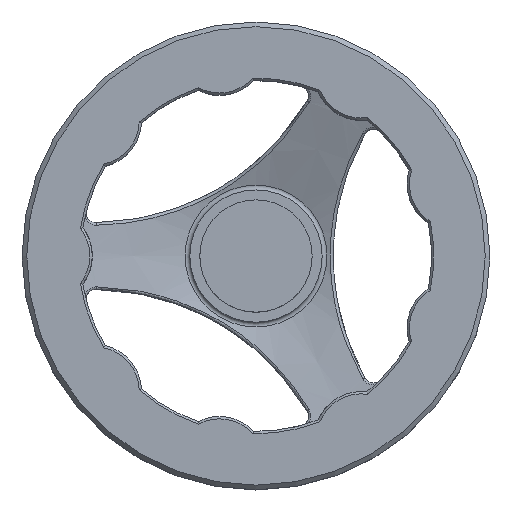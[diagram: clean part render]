
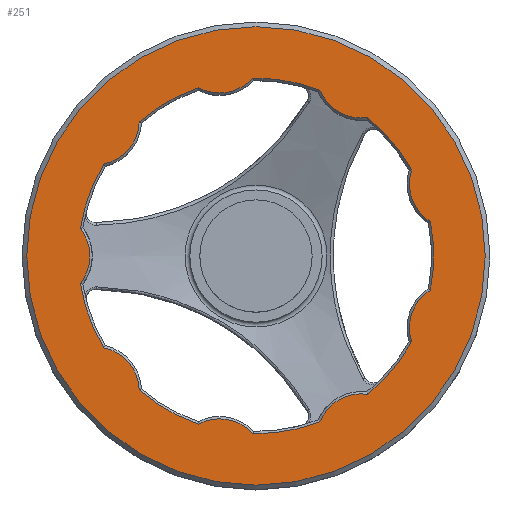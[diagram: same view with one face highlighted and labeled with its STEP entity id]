
A CAD part, top view. The second image highlights one B-rep face of the part: STEP entity #251.
In plain terms, the highlighted planar face has unit normal (0, 0, 1).
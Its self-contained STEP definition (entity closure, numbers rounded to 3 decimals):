
#251 = ADVANCED_FACE( '', ( #490, #491 ), #492, .F. );
#490 = FACE_BOUND( '', #1874, .T. );
#491 = FACE_OUTER_BOUND( '', #1875, .T. );
#492 = PLANE( '', #1876 );
#1874 = EDGE_LOOP( '', ( #2879, #2880, #2881, #2882, #2883, #2884, #2885, #2886, #2887, #2888, #2889, #2890, #2891, #2892, #2893, #2894, #2895, #2896 ) );
#1875 = EDGE_LOOP( '', ( #2897 ) );
#1876 = AXIS2_PLACEMENT_3D( '', #2898, #2899, #2900 );
#2879 = ORIENTED_EDGE( '', *, *, #3493, .T. );
#2880 = ORIENTED_EDGE( '', *, *, #3488, .T. );
#2881 = ORIENTED_EDGE( '', *, *, #3495, .T. );
#2882 = ORIENTED_EDGE( '', *, *, #3501, .T. );
#2883 = ORIENTED_EDGE( '', *, *, #3507, .T. );
#2884 = ORIENTED_EDGE( '', *, *, #3513, .T. );
#2885 = ORIENTED_EDGE( '', *, *, #3519, .T. );
#2886 = ORIENTED_EDGE( '', *, *, #3525, .T. );
#2887 = ORIENTED_EDGE( '', *, *, #3531, .T. );
#2888 = ORIENTED_EDGE( '', *, *, #3537, .T. );
#2889 = ORIENTED_EDGE( '', *, *, #3539, .T. );
#2890 = ORIENTED_EDGE( '', *, *, #3535, .T. );
#2891 = ORIENTED_EDGE( '', *, *, #3529, .T. );
#2892 = ORIENTED_EDGE( '', *, *, #3523, .T. );
#2893 = ORIENTED_EDGE( '', *, *, #3517, .T. );
#2894 = ORIENTED_EDGE( '', *, *, #3511, .T. );
#2895 = ORIENTED_EDGE( '', *, *, #3505, .T. );
#2896 = ORIENTED_EDGE( '', *, *, #3499, .T. );
#2897 = ORIENTED_EDGE( '', *, *, #3542, .T. );
#2898 = CARTESIAN_POINT( '', ( 0., 50., 34. ) );
#2899 = DIRECTION( '', ( 0., 0., -1. ) );
#2900 = DIRECTION( '', ( -1., 0., 0. ) );
#3488 = EDGE_CURVE( '', #3900, #3898, #3901, .F. );
#3493 = EDGE_CURVE( '', #3905, #3900, #3909, .T. );
#3495 = EDGE_CURVE( '', #3898, #3911, #3913, .T. );
#3499 = EDGE_CURVE( '', #3915, #3905, #3919, .F. );
#3501 = EDGE_CURVE( '', #3911, #3921, #3923, .F. );
#3505 = EDGE_CURVE( '', #3925, #3915, #3929, .T. );
#3507 = EDGE_CURVE( '', #3921, #3931, #3933, .T. );
#3511 = EDGE_CURVE( '', #3935, #3925, #3939, .F. );
#3513 = EDGE_CURVE( '', #3931, #3941, #3943, .F. );
#3517 = EDGE_CURVE( '', #3945, #3935, #3949, .T. );
#3519 = EDGE_CURVE( '', #3941, #3951, #3953, .T. );
#3523 = EDGE_CURVE( '', #3955, #3945, #3959, .F. );
#3525 = EDGE_CURVE( '', #3951, #3961, #3963, .F. );
#3529 = EDGE_CURVE( '', #3965, #3955, #3969, .T. );
#3531 = EDGE_CURVE( '', #3961, #3971, #3973, .T. );
#3535 = EDGE_CURVE( '', #3975, #3965, #3979, .F. );
#3537 = EDGE_CURVE( '', #3971, #3981, #3983, .F. );
#3539 = EDGE_CURVE( '', #3981, #3975, #3985, .T. );
#3542 = EDGE_CURVE( '', #3989, #3989, #3990, .F. );
#3898 = VERTEX_POINT( '', #4506 );
#3900 = VERTEX_POINT( '', #4511 );
#3901 = CIRCLE( '', #4512, 9.5 );
#3905 = VERTEX_POINT( '', #4519 );
#3909 = CIRCLE( '', #4526, 38. );
#3911 = VERTEX_POINT( '', #4528 );
#3913 = CIRCLE( '', #4533, 38. );
#3915 = VERTEX_POINT( '', #4535 );
#3919 = CIRCLE( '', #4542, 9.5 );
#3921 = VERTEX_POINT( '', #4544 );
#3923 = CIRCLE( '', #4549, 9.5 );
#3925 = VERTEX_POINT( '', #4551 );
#3929 = CIRCLE( '', #4558, 38. );
#3931 = VERTEX_POINT( '', #4560 );
#3933 = CIRCLE( '', #4565, 38. );
#3935 = VERTEX_POINT( '', #4567 );
#3939 = CIRCLE( '', #4574, 9.5 );
#3941 = VERTEX_POINT( '', #4576 );
#3943 = CIRCLE( '', #4581, 9.5 );
#3945 = VERTEX_POINT( '', #4583 );
#3949 = CIRCLE( '', #4590, 38. );
#3951 = VERTEX_POINT( '', #4592 );
#3953 = CIRCLE( '', #4597, 38. );
#3955 = VERTEX_POINT( '', #4599 );
#3959 = CIRCLE( '', #4606, 9.5 );
#3961 = VERTEX_POINT( '', #4608 );
#3963 = CIRCLE( '', #4613, 9.5 );
#3965 = VERTEX_POINT( '', #4615 );
#3969 = CIRCLE( '', #4622, 38. );
#3971 = VERTEX_POINT( '', #4624 );
#3973 = CIRCLE( '', #4629, 38. );
#3975 = VERTEX_POINT( '', #4631 );
#3979 = CIRCLE( '', #4638, 9.5 );
#3981 = VERTEX_POINT( '', #4640 );
#3983 = CIRCLE( '', #4645, 9.5 );
#3985 = CIRCLE( '', #4647, 38. );
#3989 = VERTEX_POINT( '', #4651 );
#3990 = CIRCLE( '', #4652, 49. );
#4506 = CARTESIAN_POINT( '', ( -37.542, 5.884, 34. ) );
#4511 = CARTESIAN_POINT( '', ( -37.542, -5.884, 34. ) );
#4512 = AXIS2_PLACEMENT_3D( '', #7800, #7801, #7802 );
#4519 = CARTESIAN_POINT( '', ( -32.541, -19.624, 34. ) );
#4526 = AXIS2_PLACEMENT_3D( '', #7809, #7810, #7811 );
#4528 = CARTESIAN_POINT( '', ( -32.541, 19.624, 34. ) );
#4533 = AXIS2_PLACEMENT_3D( '', #7812, #7813, #7814 );
#4535 = CARTESIAN_POINT( '', ( -24.976, -28.639, 34. ) );
#4542 = AXIS2_PLACEMENT_3D( '', #7821, #7822, #7823 );
#4544 = CARTESIAN_POINT( '', ( -24.976, 28.639, 34. ) );
#4549 = AXIS2_PLACEMENT_3D( '', #7824, #7825, #7826 );
#4551 = CARTESIAN_POINT( '', ( -12.314, -35.95, 34. ) );
#4558 = AXIS2_PLACEMENT_3D( '', #7833, #7834, #7835 );
#4560 = CARTESIAN_POINT( '', ( -12.314, 35.95, 34. ) );
#4565 = AXIS2_PLACEMENT_3D( '', #7836, #7837, #7838 );
#4567 = CARTESIAN_POINT( '', ( -0.724, -37.993, 34. ) );
#4574 = AXIS2_PLACEMENT_3D( '', #7845, #7846, #7847 );
#4576 = CARTESIAN_POINT( '', ( -0.724, 37.993, 34. ) );
#4581 = AXIS2_PLACEMENT_3D( '', #7848, #7849, #7850 );
#4583 = CARTESIAN_POINT( '', ( 13.675, -35.454, 34. ) );
#4590 = AXIS2_PLACEMENT_3D( '', #7857, #7858, #7859 );
#4592 = CARTESIAN_POINT( '', ( 13.675, 35.454, 34. ) );
#4597 = AXIS2_PLACEMENT_3D( '', #7860, #7861, #7862 );
#4599 = CARTESIAN_POINT( '', ( 23.867, -29.57, 34. ) );
#4606 = AXIS2_PLACEMENT_3D( '', #7869, #7870, #7871 );
#4608 = CARTESIAN_POINT( '', ( 23.867, 29.57, 34. ) );
#4613 = AXIS2_PLACEMENT_3D( '', #7872, #7873, #7874 );
#4615 = CARTESIAN_POINT( '', ( 33.265, -18.369, 34. ) );
#4622 = AXIS2_PLACEMENT_3D( '', #7881, #7882, #7883 );
#4624 = CARTESIAN_POINT( '', ( 33.265, 18.369, 34. ) );
#4629 = AXIS2_PLACEMENT_3D( '', #7884, #7885, #7886 );
#4631 = CARTESIAN_POINT( '', ( 37.29, -7.311, 34. ) );
#4638 = AXIS2_PLACEMENT_3D( '', #7893, #7894, #7895 );
#4640 = CARTESIAN_POINT( '', ( 37.29, 7.311, 34. ) );
#4645 = AXIS2_PLACEMENT_3D( '', #7896, #7897, #7898 );
#4647 = AXIS2_PLACEMENT_3D( '', #7902, #7903, #7904 );
#4651 = CARTESIAN_POINT( '', ( -49., 0., 34. ) );
#4652 = AXIS2_PLACEMENT_3D( '', #7911, #7912, #7913 );
#7800 = CARTESIAN_POINT( '', ( -45., 0., 34. ) );
#7801 = DIRECTION( '', ( 0., 0., -1. ) );
#7802 = DIRECTION( '', ( -1., 0., 0. ) );
#7809 = CARTESIAN_POINT( '', ( 0., 0., 34. ) );
#7810 = DIRECTION( '', ( 0., 0., -1. ) );
#7811 = DIRECTION( '', ( -1., 0., 0. ) );
#7812 = CARTESIAN_POINT( '', ( 0., 0., 34. ) );
#7813 = DIRECTION( '', ( 0., 0., -1. ) );
#7814 = DIRECTION( '', ( -1., 0., 0. ) );
#7821 = CARTESIAN_POINT( '', ( -34.472, -28.925, 34. ) );
#7822 = DIRECTION( '', ( 0., 0., -1. ) );
#7823 = DIRECTION( '', ( -1., 0., 0. ) );
#7824 = CARTESIAN_POINT( '', ( -34.472, 28.925, 34. ) );
#7825 = DIRECTION( '', ( 0., 0., -1. ) );
#7826 = DIRECTION( '', ( -1., 0., 0. ) );
#7833 = CARTESIAN_POINT( '', ( 0., 0., 34. ) );
#7834 = DIRECTION( '', ( 0., 0., -1. ) );
#7835 = DIRECTION( '', ( -1., 0., 0. ) );
#7836 = CARTESIAN_POINT( '', ( 0., 0., 34. ) );
#7837 = DIRECTION( '', ( 0., 0., -1. ) );
#7838 = DIRECTION( '', ( -1., 0., 0. ) );
#7845 = CARTESIAN_POINT( '', ( -7.814, -44.316, 34. ) );
#7846 = DIRECTION( '', ( 0., 0., -1. ) );
#7847 = DIRECTION( '', ( -1., 0., 0. ) );
#7848 = CARTESIAN_POINT( '', ( -7.814, 44.316, 34. ) );
#7849 = DIRECTION( '', ( 0., 0., -1. ) );
#7850 = DIRECTION( '', ( -1., 0., 0. ) );
#7857 = CARTESIAN_POINT( '', ( 0., 0., 34. ) );
#7858 = DIRECTION( '', ( 0., 0., -1. ) );
#7859 = DIRECTION( '', ( -1., 0., 0. ) );
#7860 = CARTESIAN_POINT( '', ( 0., 0., 34. ) );
#7861 = DIRECTION( '', ( 0., 0., -1. ) );
#7862 = DIRECTION( '', ( -1., 0., 0. ) );
#7869 = CARTESIAN_POINT( '', ( 22.5, -38.971, 34. ) );
#7870 = DIRECTION( '', ( 0., 0., -1. ) );
#7871 = DIRECTION( '', ( -1., 0., 0. ) );
#7872 = CARTESIAN_POINT( '', ( 22.5, 38.971, 34. ) );
#7873 = DIRECTION( '', ( 0., 0., -1. ) );
#7874 = DIRECTION( '', ( -1., 0., 0. ) );
#7881 = CARTESIAN_POINT( '', ( 0., 0., 34. ) );
#7882 = DIRECTION( '', ( 0., 0., -1. ) );
#7883 = DIRECTION( '', ( -1., 0., 0. ) );
#7884 = CARTESIAN_POINT( '', ( 0., 0., 34. ) );
#7885 = DIRECTION( '', ( 0., 0., -1. ) );
#7886 = DIRECTION( '', ( -1., 0., 0. ) );
#7893 = CARTESIAN_POINT( '', ( 42.286, -15.391, 34. ) );
#7894 = DIRECTION( '', ( 0., 0., -1. ) );
#7895 = DIRECTION( '', ( -1., 0., 0. ) );
#7896 = CARTESIAN_POINT( '', ( 42.286, 15.391, 34. ) );
#7897 = DIRECTION( '', ( 0., 0., -1. ) );
#7898 = DIRECTION( '', ( -1., 0., 0. ) );
#7902 = CARTESIAN_POINT( '', ( 0., 0., 34. ) );
#7903 = DIRECTION( '', ( 0., 0., -1. ) );
#7904 = DIRECTION( '', ( -1., 0., 0. ) );
#7911 = CARTESIAN_POINT( '', ( 0., 0., 34. ) );
#7912 = DIRECTION( '', ( 0., 0., -1. ) );
#7913 = DIRECTION( '', ( -1., 0., 0. ) );
